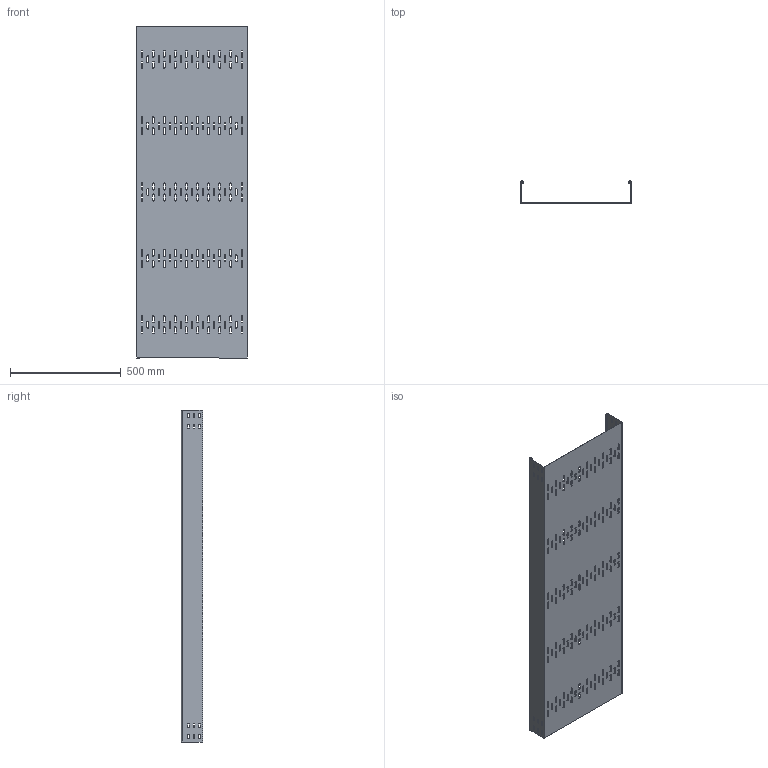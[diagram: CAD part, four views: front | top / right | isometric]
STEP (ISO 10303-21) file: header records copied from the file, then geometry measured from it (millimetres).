
FILE_DESCRIPTION (( 'STEP AP214' ), '1' );
FILE_NAME ('6061978.STEP', '2019-11-27T08:13:44', ( '' ), ( '' ), 'SwSTEP 2.0', 'SolidWorks 2018', '' );
FILE_SCHEMA (( 'AUTOMOTIVE_DESIGN' ));
Length unit declared in the file: millimetre
Products named in the file (1): 6061978
Bounding box: 500 x 98 x 1500 mm (x, y, z)
Volume: 2084122 mm3; surface area: 2116172.7 mm2
Topology: 1 solids, 1 shells, 855 faces, 2543 edges, 1690 vertices
Faces by surface type: cylinder 487, plane 368
Entity records: 29845 total; most frequent: DIRECTION 5229, CARTESIAN_POINT 5089, ORIENTED_EDGE 5086, EDGE_CURVE 2543, AXIS2_PLACEMENT_3D 1830, VERTEX_POINT 1690, LINE 1569, VECTOR 1569
